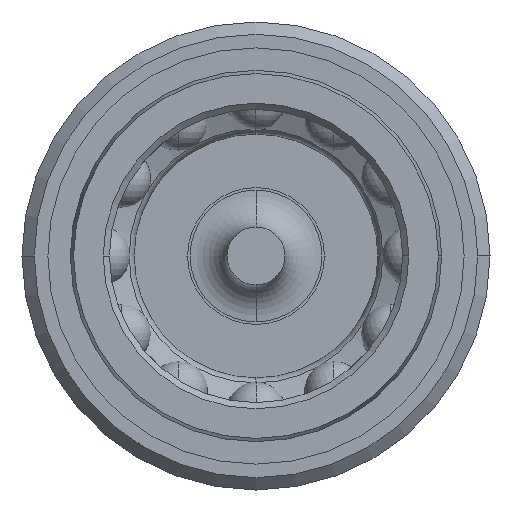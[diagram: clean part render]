
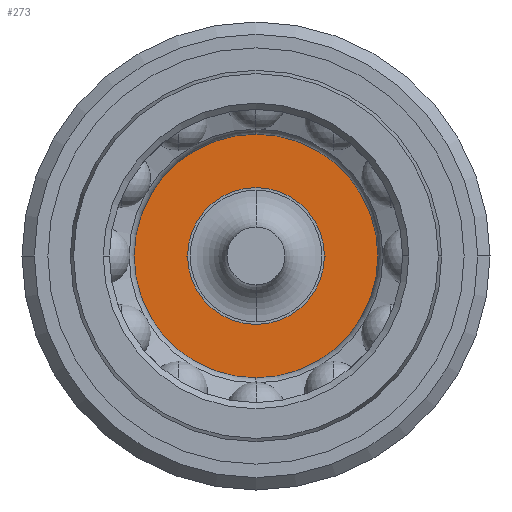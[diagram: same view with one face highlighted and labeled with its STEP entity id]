
A CAD part, left-side view. The second image highlights one B-rep face of the part: STEP entity #273.
In plain terms, the highlighted planar face has unit normal (-1, 0, 0).
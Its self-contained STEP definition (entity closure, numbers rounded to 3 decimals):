
#273 = ADVANCED_FACE( '', ( #627, #628 ), #629, .F. );
#627 = FACE_OUTER_BOUND( '', #1037, .T. );
#628 = FACE_BOUND( '', #1038, .T. );
#629 = PLANE( '', #1039 );
#1037 = EDGE_LOOP( '', ( #2293, #2294 ) );
#1038 = EDGE_LOOP( '', ( #2295, #2296 ) );
#1039 = AXIS2_PLACEMENT_3D( '', #2297, #2298, #2299 );
#2293 = ORIENTED_EDGE( '', *, *, #2919, .T. );
#2294 = ORIENTED_EDGE( '', *, *, #2984, .T. );
#2295 = ORIENTED_EDGE( '', *, *, #2921, .F. );
#2296 = ORIENTED_EDGE( '', *, *, #2983, .F. );
#2297 = CARTESIAN_POINT( '', ( -17.9, 7.928, 0. ) );
#2298 = DIRECTION( '', ( 1., 0., 0. ) );
#2299 = DIRECTION( '', ( 0., -1., 0. ) );
#2919 = EDGE_CURVE( '', #3604, #3608, #3610, .T. );
#2921 = EDGE_CURVE( '', #3611, #3614, #3615, .T. );
#2983 = EDGE_CURVE( '', #3614, #3611, #3716, .T. );
#2984 = EDGE_CURVE( '', #3608, #3604, #3717, .T. );
#3604 = VERTEX_POINT( '', #5177 );
#3608 = VERTEX_POINT( '', #5182 );
#3610 = CIRCLE( '', #5185, 10.3 );
#3611 = VERTEX_POINT( '', #5186 );
#3614 = VERTEX_POINT( '', #5190 );
#3615 = CIRCLE( '', #5191, 5.555 );
#3716 = CIRCLE( '', #5621, 5.555 );
#3717 = CIRCLE( '', #5622, 10.3 );
#5177 = CARTESIAN_POINT( '', ( -17.9, 10.3, 0. ) );
#5182 = CARTESIAN_POINT( '', ( -17.9, -10.3, 0. ) );
#5185 = AXIS2_PLACEMENT_3D( '', #6269, #6270, #6271 );
#5186 = CARTESIAN_POINT( '', ( -17.9, 5.555, 0. ) );
#5190 = CARTESIAN_POINT( '', ( -17.9, -5.555, 0. ) );
#5191 = AXIS2_PLACEMENT_3D( '', #6273, #6274, #6275 );
#5621 = AXIS2_PLACEMENT_3D( '', #6391, #6392, #6393 );
#5622 = AXIS2_PLACEMENT_3D( '', #6394, #6395, #6396 );
#6269 = CARTESIAN_POINT( '', ( -17.9, 0., 0. ) );
#6270 = DIRECTION( '', ( -1., 0., 0. ) );
#6271 = DIRECTION( '', ( 0., 1., 0. ) );
#6273 = CARTESIAN_POINT( '', ( -17.9, 0., 0. ) );
#6274 = DIRECTION( '', ( -1., 0., 0. ) );
#6275 = DIRECTION( '', ( 0., 1., 0. ) );
#6391 = CARTESIAN_POINT( '', ( -17.9, 0., 0. ) );
#6392 = DIRECTION( '', ( -1., 0., 0. ) );
#6393 = DIRECTION( '', ( 0., 1., 0. ) );
#6394 = CARTESIAN_POINT( '', ( -17.9, 0., 0. ) );
#6395 = DIRECTION( '', ( -1., 0., 0. ) );
#6396 = DIRECTION( '', ( 0., 1., 0. ) );
